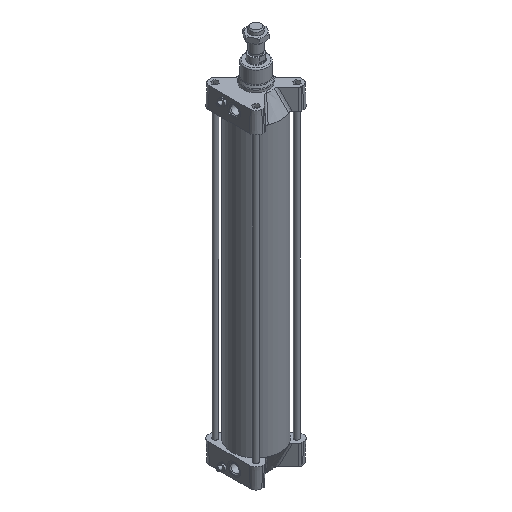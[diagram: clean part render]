
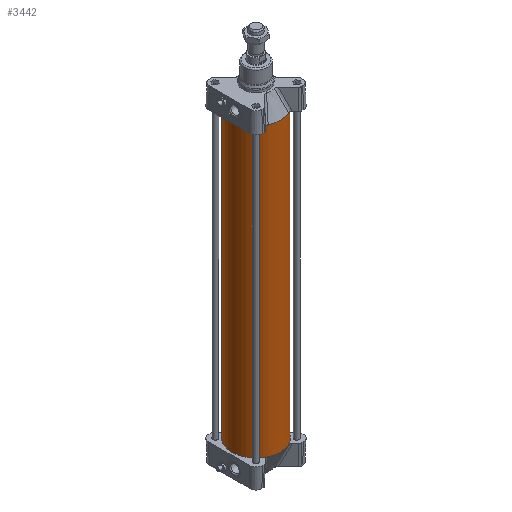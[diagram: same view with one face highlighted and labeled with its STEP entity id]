
A CAD part, isometric view. The second image highlights one B-rep face of the part: STEP entity #3442.
In plain terms, the highlighted cylindrical face has radius 43 mm (diameter 86 mm), a full revolution.
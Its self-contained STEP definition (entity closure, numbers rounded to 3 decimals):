
#805=FACE_BOUND('',#1156,.T.);
#919=FACE_OUTER_BOUND('',#1155,.T.);
#1155=EDGE_LOOP('',(#2522,#2523,#2524,#2525,#2526,#2527));
#1156=EDGE_LOOP('',(#2528,#2529,#2530,#2531,#2532,#2533));
#1447=CIRCLE('',#3715,43.);
#1448=CIRCLE('',#3716,43.);
#1449=CIRCLE('',#3717,43.);
#1450=CIRCLE('',#3718,43.);
#1451=CIRCLE('',#3719,43.);
#1452=CIRCLE('',#3720,43.);
#1453=CIRCLE('',#3721,43.);
#1454=CIRCLE('',#3722,43.);
#1455=CIRCLE('',#3723,43.);
#1456=CIRCLE('',#3724,43.);
#1457=CIRCLE('',#3725,43.);
#1458=CIRCLE('',#3726,43.);
#1638=VERTEX_POINT('',#5250);
#1639=VERTEX_POINT('',#5251);
#1640=VERTEX_POINT('',#5253);
#1641=VERTEX_POINT('',#5255);
#1642=VERTEX_POINT('',#5257);
#1643=VERTEX_POINT('',#5259);
#1644=VERTEX_POINT('',#5262);
#1645=VERTEX_POINT('',#5263);
#1646=VERTEX_POINT('',#5265);
#1647=VERTEX_POINT('',#5267);
#1648=VERTEX_POINT('',#5269);
#1649=VERTEX_POINT('',#5271);
#1983=EDGE_CURVE('',#1638,#1639,#1447,.T.);
#1984=EDGE_CURVE('',#1640,#1638,#1448,.T.);
#1985=EDGE_CURVE('',#1641,#1640,#1449,.T.);
#1986=EDGE_CURVE('',#1642,#1641,#1450,.T.);
#1987=EDGE_CURVE('',#1643,#1642,#1451,.T.);
#1988=EDGE_CURVE('',#1639,#1643,#1452,.T.);
#1989=EDGE_CURVE('',#1644,#1645,#1453,.T.);
#1990=EDGE_CURVE('',#1646,#1644,#1454,.T.);
#1991=EDGE_CURVE('',#1647,#1646,#1455,.T.);
#1992=EDGE_CURVE('',#1648,#1647,#1456,.T.);
#1993=EDGE_CURVE('',#1649,#1648,#1457,.T.);
#1994=EDGE_CURVE('',#1645,#1649,#1458,.T.);
#2522=ORIENTED_EDGE('',*,*,#1983,.F.);
#2523=ORIENTED_EDGE('',*,*,#1984,.F.);
#2524=ORIENTED_EDGE('',*,*,#1985,.F.);
#2525=ORIENTED_EDGE('',*,*,#1986,.F.);
#2526=ORIENTED_EDGE('',*,*,#1987,.F.);
#2527=ORIENTED_EDGE('',*,*,#1988,.F.);
#2528=ORIENTED_EDGE('',*,*,#1989,.F.);
#2529=ORIENTED_EDGE('',*,*,#1990,.F.);
#2530=ORIENTED_EDGE('',*,*,#1991,.F.);
#2531=ORIENTED_EDGE('',*,*,#1992,.F.);
#2532=ORIENTED_EDGE('',*,*,#1993,.F.);
#2533=ORIENTED_EDGE('',*,*,#1994,.F.);
#3384=CYLINDRICAL_SURFACE('',#3714,43.);
#3442=ADVANCED_FACE('',(#919,#805),#3384,.T.);
#3714=AXIS2_PLACEMENT_3D('',#5249,#4220,#4221);
#3715=AXIS2_PLACEMENT_3D('',#5252,#4222,#4223);
#3716=AXIS2_PLACEMENT_3D('',#5254,#4224,#4225);
#3717=AXIS2_PLACEMENT_3D('',#5256,#4226,#4227);
#3718=AXIS2_PLACEMENT_3D('',#5258,#4228,#4229);
#3719=AXIS2_PLACEMENT_3D('',#5260,#4230,#4231);
#3720=AXIS2_PLACEMENT_3D('',#5261,#4232,#4233);
#3721=AXIS2_PLACEMENT_3D('',#5264,#4234,#4235);
#3722=AXIS2_PLACEMENT_3D('',#5266,#4236,#4237);
#3723=AXIS2_PLACEMENT_3D('',#5268,#4238,#4239);
#3724=AXIS2_PLACEMENT_3D('',#5270,#4240,#4241);
#3725=AXIS2_PLACEMENT_3D('',#5272,#4242,#4243);
#3726=AXIS2_PLACEMENT_3D('',#5273,#4244,#4245);
#4220=DIRECTION('center_axis',(0.,0.,1.));
#4221=DIRECTION('ref_axis',(-1.,0.,0.));
#4222=DIRECTION('center_axis',(0.,0.,-1.));
#4223=DIRECTION('ref_axis',(-1.,0.,0.));
#4224=DIRECTION('center_axis',(0.,0.,-1.));
#4225=DIRECTION('ref_axis',(-1.,0.,0.));
#4226=DIRECTION('center_axis',(0.,0.,-1.));
#4227=DIRECTION('ref_axis',(-1.,0.,0.));
#4228=DIRECTION('center_axis',(0.,0.,-1.));
#4229=DIRECTION('ref_axis',(-1.,0.,0.));
#4230=DIRECTION('center_axis',(0.,0.,-1.));
#4231=DIRECTION('ref_axis',(-1.,0.,0.));
#4232=DIRECTION('center_axis',(0.,0.,-1.));
#4233=DIRECTION('ref_axis',(-1.,0.,0.));
#4234=DIRECTION('center_axis',(0.,0.,1.));
#4235=DIRECTION('ref_axis',(-1.,0.,0.));
#4236=DIRECTION('center_axis',(0.,0.,1.));
#4237=DIRECTION('ref_axis',(-1.,0.,0.));
#4238=DIRECTION('center_axis',(0.,0.,1.));
#4239=DIRECTION('ref_axis',(-1.,0.,0.));
#4240=DIRECTION('center_axis',(0.,0.,1.));
#4241=DIRECTION('ref_axis',(-1.,0.,0.));
#4242=DIRECTION('center_axis',(0.,0.,1.));
#4243=DIRECTION('ref_axis',(-1.,0.,0.));
#4244=DIRECTION('center_axis',(0.,0.,1.));
#4245=DIRECTION('ref_axis',(-1.,0.,0.));
#5249=CARTESIAN_POINT('Origin',(0.,0.,0.));
#5250=CARTESIAN_POINT('',(17.804,39.141,-253.));
#5251=CARTESIAN_POINT('',(39.141,17.804,-253.));
#5252=CARTESIAN_POINT('Origin',(0.,0.,-253.));
#5253=CARTESIAN_POINT('',(-17.804,39.141,-253.));
#5254=CARTESIAN_POINT('Origin',(0.,0.,-253.));
#5255=CARTESIAN_POINT('',(-17.804,-39.141,-253.));
#5256=CARTESIAN_POINT('Origin',(0.,0.,-253.));
#5257=CARTESIAN_POINT('',(17.804,-39.141,-253.));
#5258=CARTESIAN_POINT('Origin',(0.,0.,-253.));
#5259=CARTESIAN_POINT('',(39.141,-17.804,-253.));
#5260=CARTESIAN_POINT('Origin',(0.,0.,-253.));
#5261=CARTESIAN_POINT('Origin',(0.,0.,-253.));
#5262=CARTESIAN_POINT('',(17.804,-39.141,253.));
#5263=CARTESIAN_POINT('',(39.141,-17.804,253.));
#5264=CARTESIAN_POINT('Origin',(0.,0.,253.));
#5265=CARTESIAN_POINT('',(-17.804,-39.141,253.));
#5266=CARTESIAN_POINT('Origin',(0.,0.,253.));
#5267=CARTESIAN_POINT('',(-17.804,39.141,253.));
#5268=CARTESIAN_POINT('Origin',(0.,0.,253.));
#5269=CARTESIAN_POINT('',(17.804,39.141,253.));
#5270=CARTESIAN_POINT('Origin',(0.,0.,253.));
#5271=CARTESIAN_POINT('',(39.141,17.804,253.));
#5272=CARTESIAN_POINT('Origin',(0.,0.,253.));
#5273=CARTESIAN_POINT('Origin',(0.,0.,253.));
